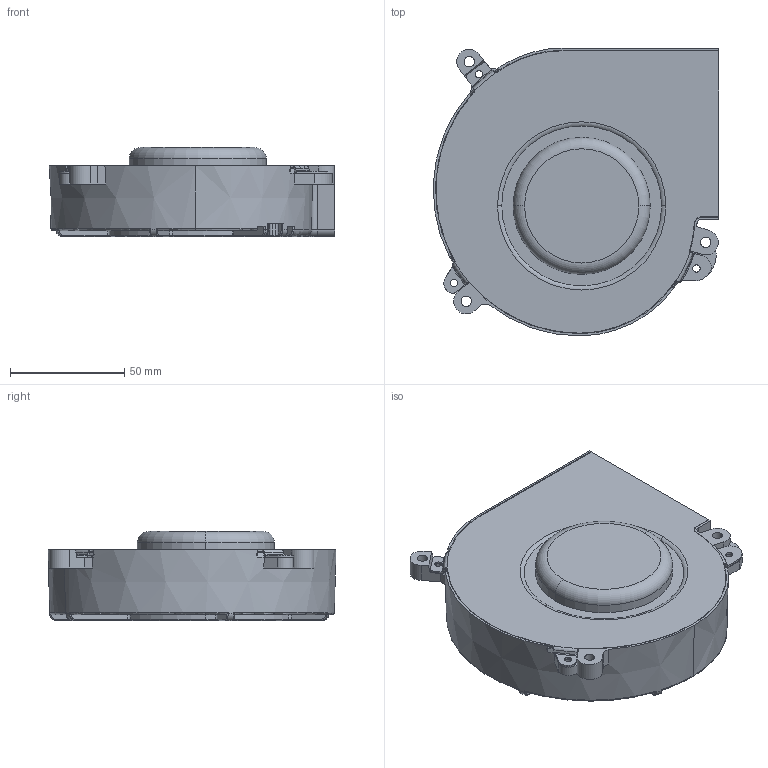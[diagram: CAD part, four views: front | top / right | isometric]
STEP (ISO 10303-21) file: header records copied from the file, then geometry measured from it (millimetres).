
FILE_DESCRIPTION (( 'STEP AP203' ), '1' );
FILE_NAME ('OAB800AN.stp', '2022-08-09T13:32:51', ( '' ), ( '' ), 'SwSTEP 2.0', 'SolidWorks 2018', '' );
FILE_SCHEMA (( 'CONFIG_CONTROL_DESIGN' ));
Length unit declared in the file: millimetre
Products named in the file (1): OAB800AN
Bounding box: 124.97 x 126 x 39 mm (x, y, z)
Volume: 285869.1 mm3; surface area: 73588 mm2
Topology: 2 solids, 2 shells, 422 faces, 1091 edges, 674 vertices
Faces by surface type: cylinder 147, plane 129, torus 75, bspline 49, cone 21, sphere 1
Entity records: 15355 total; most frequent: CARTESIAN_POINT 5236, ORIENTED_EDGE 2174, DIRECTION 2074, EDGE_CURVE 1087, AXIS2_PLACEMENT_3D 821, VERTEX_POINT 674, EDGE_LOOP 449, CIRCLE 447
